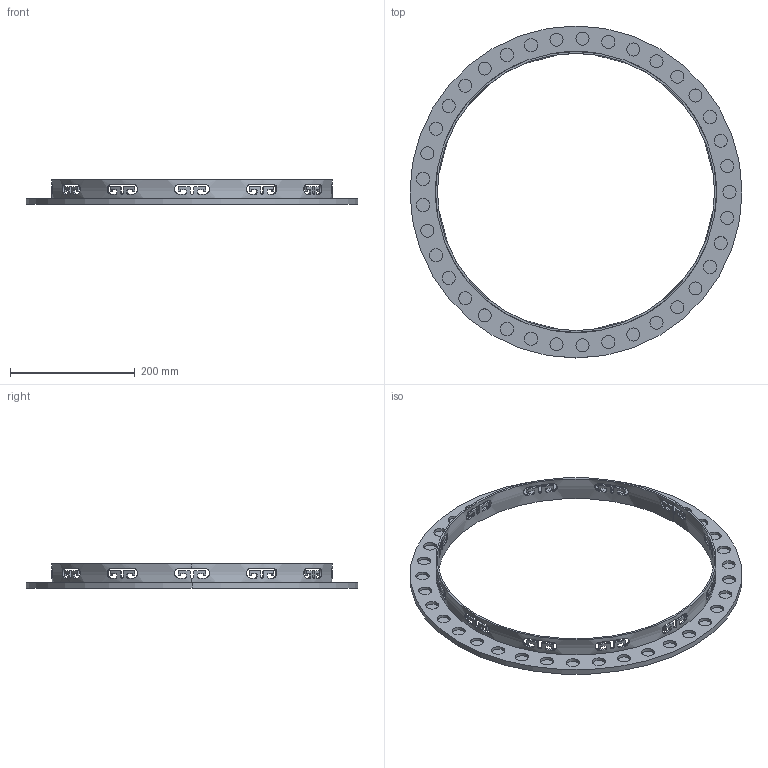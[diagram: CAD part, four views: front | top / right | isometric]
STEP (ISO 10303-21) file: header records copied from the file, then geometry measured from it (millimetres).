
FILE_DESCRIPTION (( 'STEP AP203' ), '1' );
FILE_NAME ('rim.STEP', '2023-04-27T11:01:48', ( '' ), ( '' ), 'SwSTEP 2.0', 'SolidWorks 2022', '' );
FILE_SCHEMA (( 'CONFIG_CONTROL_DESIGN' ));
Length unit declared in the file: centimetre
Products named in the file (1): rim
Bounding box: 533 x 533 x 39 mm (x, y, z)
Volume: 651177 mm3; surface area: 254756.4 mm2
Topology: 1 solids, 1 shells, 552 faces, 1534 edges, 1018 vertices
Faces by surface type: cylinder 272, plane 256, bspline 24
Entity records: 24119 total; most frequent: CARTESIAN_POINT 10467, ORIENTED_EDGE 3068, DIRECTION 2506, EDGE_CURVE 1534, VERTEX_POINT 1018, AXIS2_PLACEMENT_3D 923, VECTOR 660, LINE 660
